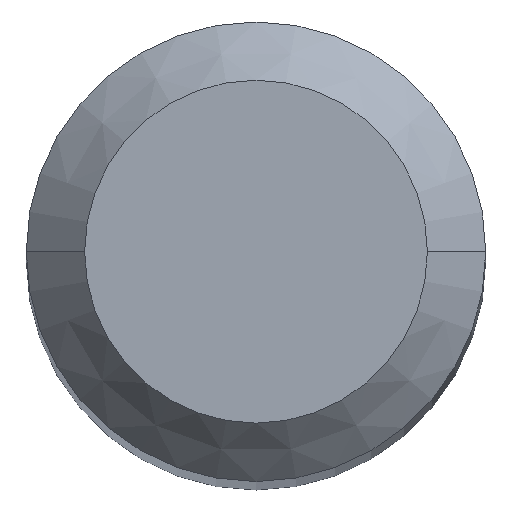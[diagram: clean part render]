
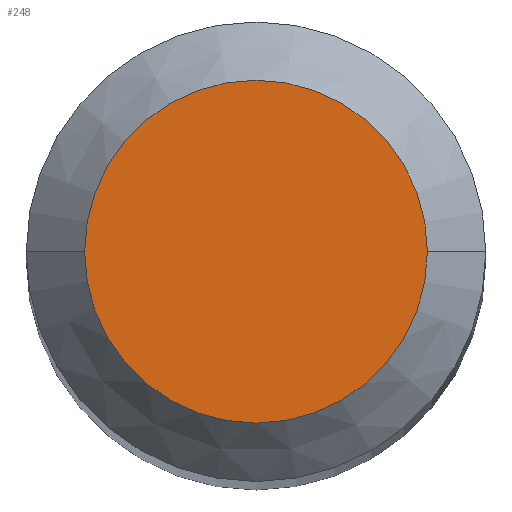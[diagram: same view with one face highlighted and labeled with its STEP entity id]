
A CAD part, top view. The second image highlights one B-rep face of the part: STEP entity #248.
In plain terms, the highlighted planar face has unit normal (0, 0, 1).
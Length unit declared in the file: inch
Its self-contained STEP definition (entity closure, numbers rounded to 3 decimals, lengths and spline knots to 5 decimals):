
#1 = ORIENTED_EDGE ( 'NONE', *, *, #255, .T. ) ;
#5 = VERTEX_POINT ( 'NONE', #307 ) ;
#11 = AXIS2_PLACEMENT_3D ( 'NONE', #12, #35, #134 ) ;
#12 = CARTESIAN_POINT ( 'NONE',  ( 0., 0., 1.49606 ) ) ;
#18 = ORIENTED_EDGE ( 'NONE', *, *, #182, .T. ) ;
#35 = DIRECTION ( 'NONE',  ( 0., 0., 1. ) ) ;
#42 = PLANE ( 'NONE',  #11 ) ;
#45 = AXIS2_PLACEMENT_3D ( 'NONE', #295, #77, #168 ) ;
#65 = CARTESIAN_POINT ( 'NONE',  ( 0., 0., 1.49606 ) ) ;
#77 = DIRECTION ( 'NONE',  ( 0., 0., 1. ) ) ;
#116 = DIRECTION ( 'NONE',  ( 0., 0., 1. ) ) ;
#131 = CIRCLE ( 'NONE', #293, 0.04405 ) ;
#134 = DIRECTION ( 'NONE',  ( 1., 0., 0. ) ) ;
#137 = DIRECTION ( 'NONE',  ( 1., 0., 0. ) ) ;
#161 = CARTESIAN_POINT ( 'NONE',  ( 0.04405, 0., 1.49606 ) ) ;
#168 = DIRECTION ( 'NONE',  ( 1., 0., 0. ) ) ;
#182 = EDGE_CURVE ( 'NONE', #5, #227, #131, .T. ) ;
#192 = CIRCLE ( 'NONE', #45, 0.04405 ) ;
#227 = VERTEX_POINT ( 'NONE', #161 ) ;
#246 = EDGE_LOOP ( 'NONE', ( #18, #1 ) ) ;
#248 = ADVANCED_FACE ( 'NONE', ( #262 ), #42, .T. ) ;
#255 = EDGE_CURVE ( 'NONE', #227, #5, #192, .T. ) ;
#262 = FACE_OUTER_BOUND ( 'NONE', #246, .T. ) ;
#293 = AXIS2_PLACEMENT_3D ( 'NONE', #65, #116, #137 ) ;
#295 = CARTESIAN_POINT ( 'NONE',  ( 0., 0., 1.49606 ) ) ;
#307 = CARTESIAN_POINT ( 'NONE',  ( -0.04405, 0., 1.49606 ) ) ;
